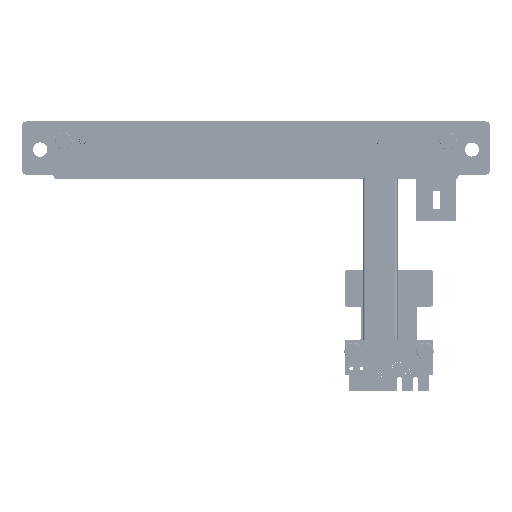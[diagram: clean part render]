
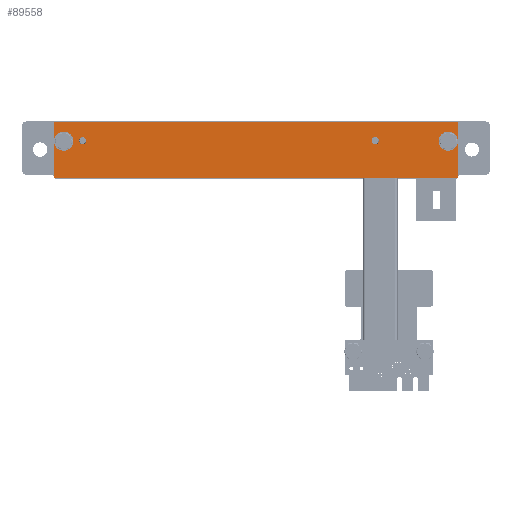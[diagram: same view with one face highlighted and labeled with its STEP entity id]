
A CAD part, top view. The second image highlights one B-rep face of the part: STEP entity #89558.
In plain terms, the highlighted face is planar.
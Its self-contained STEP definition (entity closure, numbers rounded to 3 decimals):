
#83819 = EDGE_CURVE('',#83820,#83822,#83824,.T.);
#83820 = VERTEX_POINT('',#83821);
#83821 = CARTESIAN_POINT('',(98.701,4.407,-0.7));
#83822 = VERTEX_POINT('',#83823);
#83823 = CARTESIAN_POINT('',(98.701,-8.826,-0.7));
#83824 = LINE('',#83825,#83826);
#83825 = CARTESIAN_POINT('',(98.701,4.907,-0.7));
#83826 = VECTOR('',#83827,1.);
#83827 = DIRECTION('',(0.,-1.,0.));
#83852 = VERTEX_POINT('',#83853);
#83853 = CARTESIAN_POINT('',(98.201,4.907,-0.7));
#83859 = EDGE_CURVE('',#83860,#83852,#83862,.T.);
#83860 = VERTEX_POINT('',#83861);
#83861 = CARTESIAN_POINT('',(-1.994,4.907,-0.7));
#83862 = LINE('',#83863,#83864);
#83863 = CARTESIAN_POINT('',(-2.494,4.907,-0.7));
#83864 = VECTOR('',#83865,1.);
#83865 = DIRECTION('',(1.,0.,0.));
#83883 = VERTEX_POINT('',#83884);
#83884 = CARTESIAN_POINT('',(-2.494,4.407,-0.7));
#83890 = EDGE_CURVE('',#83891,#83883,#83893,.T.);
#83891 = VERTEX_POINT('',#83892);
#83892 = CARTESIAN_POINT('',(-2.494,-8.826,-0.7));
#83893 = LINE('',#83894,#83895);
#83894 = CARTESIAN_POINT('',(-2.494,-9.326,-0.7));
#83895 = VECTOR('',#83896,1.);
#83896 = DIRECTION('',(0.,1.,0.));
#83914 = VERTEX_POINT('',#83915);
#83915 = CARTESIAN_POINT('',(-1.994,-9.326,-0.7));
#83921 = EDGE_CURVE('',#83922,#83914,#83924,.T.);
#83922 = VERTEX_POINT('',#83923);
#83923 = CARTESIAN_POINT('',(98.201,-9.326,-0.7));
#83924 = LINE('',#83925,#83926);
#83925 = CARTESIAN_POINT('',(98.701,-9.326,-0.7));
#83926 = VECTOR('',#83927,1.);
#83927 = DIRECTION('',(-1.,0.,0.));
#89558 = ADVANCED_FACE('',(#89559,#89570,#89581),#89615,.T.);
#89559 = FACE_BOUND('',#89560,.T.);
#89560 = EDGE_LOOP('',(#89561));
#89561 = ORIENTED_EDGE('',*,*,#89562,.F.);
#89562 = EDGE_CURVE('',#89563,#89563,#89565,.T.);
#89563 = VERTEX_POINT('',#89564);
#89564 = CARTESIAN_POINT('',(-2.4,0.,-0.7));
#89565 = CIRCLE('',#89566,2.4);
#89566 = AXIS2_PLACEMENT_3D('',#89567,#89568,#89569);
#89567 = CARTESIAN_POINT('',(0.,0.,-0.7));
#89568 = DIRECTION('',(0.,0.,-1.));
#89569 = DIRECTION('',(-1.,0.,0.));
#89570 = FACE_BOUND('',#89571,.T.);
#89571 = EDGE_LOOP('',(#89572));
#89572 = ORIENTED_EDGE('',*,*,#89573,.F.);
#89573 = EDGE_CURVE('',#89574,#89574,#89576,.T.);
#89574 = VERTEX_POINT('',#89575);
#89575 = CARTESIAN_POINT('',(93.801,-0.001,-0.7)
  );
#89576 = CIRCLE('',#89577,2.4);
#89577 = AXIS2_PLACEMENT_3D('',#89578,#89579,#89580);
#89578 = CARTESIAN_POINT('',(96.201,-0.001,-0.7)
  );
#89579 = DIRECTION('',(0.,0.,-1.));
#89580 = DIRECTION('',(-1.,0.,0.));
#89581 = FACE_BOUND('',#89582,.T.);
#89582 = EDGE_LOOP('',(#89583,#89584,#89591,#89592,#89599,#89600,#89607,
    #89608));
#89583 = ORIENTED_EDGE('',*,*,#83859,.T.);
#89584 = ORIENTED_EDGE('',*,*,#89585,.T.);
#89585 = EDGE_CURVE('',#83852,#83820,#89586,.T.);
#89586 = CIRCLE('',#89587,0.5);
#89587 = AXIS2_PLACEMENT_3D('',#89588,#89589,#89590);
#89588 = CARTESIAN_POINT('',(98.201,4.407,-0.7));
#89589 = DIRECTION('',(0.,0.,-1.));
#89590 = DIRECTION('',(-1.,0.,0.));
#89591 = ORIENTED_EDGE('',*,*,#83819,.T.);
#89592 = ORIENTED_EDGE('',*,*,#89593,.T.);
#89593 = EDGE_CURVE('',#83822,#83922,#89594,.T.);
#89594 = CIRCLE('',#89595,0.5);
#89595 = AXIS2_PLACEMENT_3D('',#89596,#89597,#89598);
#89596 = CARTESIAN_POINT('',(98.201,-8.826,-0.7));
#89597 = DIRECTION('',(0.,0.,-1.));
#89598 = DIRECTION('',(-1.,0.,0.));
#89599 = ORIENTED_EDGE('',*,*,#83921,.T.);
#89600 = ORIENTED_EDGE('',*,*,#89601,.T.);
#89601 = EDGE_CURVE('',#83914,#83891,#89602,.T.);
#89602 = CIRCLE('',#89603,0.5);
#89603 = AXIS2_PLACEMENT_3D('',#89604,#89605,#89606);
#89604 = CARTESIAN_POINT('',(-1.994,-8.826,-0.7));
#89605 = DIRECTION('',(0.,0.,-1.));
#89606 = DIRECTION('',(-1.,0.,0.));
#89607 = ORIENTED_EDGE('',*,*,#83890,.T.);
#89608 = ORIENTED_EDGE('',*,*,#89609,.T.);
#89609 = EDGE_CURVE('',#83883,#83860,#89610,.T.);
#89610 = CIRCLE('',#89611,0.5);
#89611 = AXIS2_PLACEMENT_3D('',#89612,#89613,#89614);
#89612 = CARTESIAN_POINT('',(-1.994,4.407,-0.7));
#89613 = DIRECTION('',(0.,0.,-1.));
#89614 = DIRECTION('',(-1.,0.,0.));
#89615 = PLANE('',#89616);
#89616 = AXIS2_PLACEMENT_3D('',#89617,#89618,#89619);
#89617 = CARTESIAN_POINT('',(0.,0.,-0.7));
#89618 = DIRECTION('',(0.,0.,-1.));
#89619 = DIRECTION('',(-1.,0.,0.));
